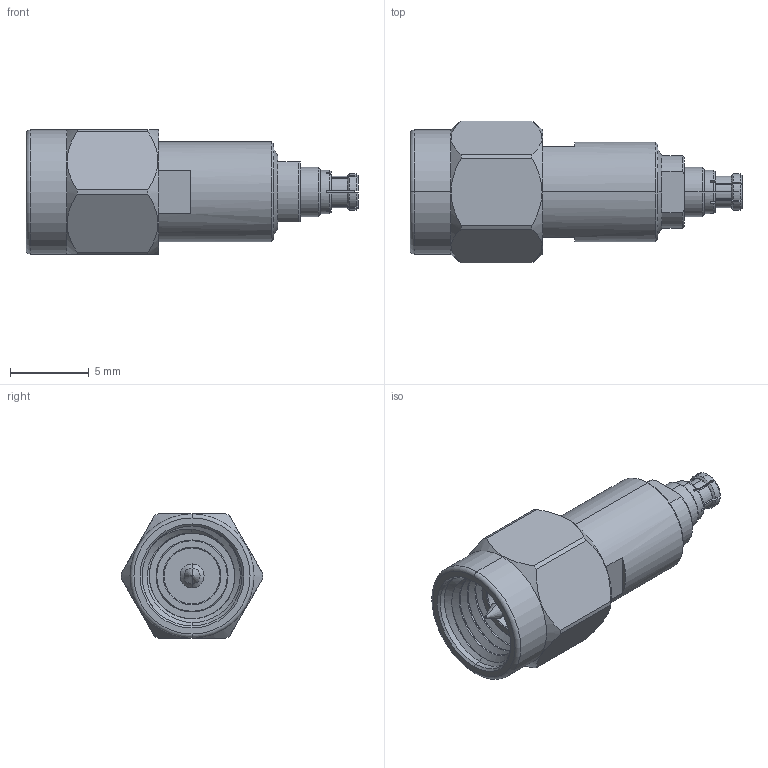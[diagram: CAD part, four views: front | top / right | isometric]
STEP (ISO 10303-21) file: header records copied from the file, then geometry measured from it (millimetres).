
FILE_DESCRIPTION (( 'STEP AP214' ), '1' );
FILE_NAME ('PE91126.STEP', '2017-12-12T20:07:16', ( '' ), ( '' ), 'SwSTEP 2.0', 'SolidWorks 2017', '' );
FILE_SCHEMA (( 'AUTOMOTIVE_DESIGN' ));
Length unit declared in the file: inch
Products named in the file (1): PE91126
Bounding box: 21.08 x 9.01 x 7.94 mm (x, y, z)
Volume: 575.3 mm3; surface area: 886.6 mm2
Topology: 2 solids, 2 shells, 200 faces, 516 edges, 331 vertices
Faces by surface type: plane 67, cylinder 63, cone 57, bspline 9, torus 4
Entity records: 9480 total; most frequent: CARTESIAN_POINT 3039, ORIENTED_EDGE 1032, DIRECTION 967, EDGE_CURVE 516, AXIS2_PLACEMENT_3D 382, VERTEX_POINT 331, EDGE_LOOP 211, VECTOR 203
